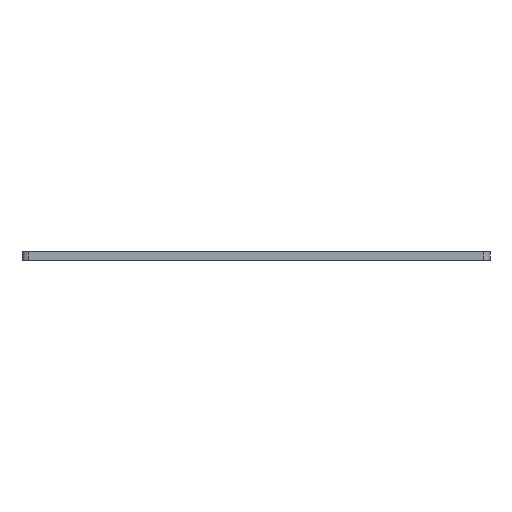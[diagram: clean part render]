
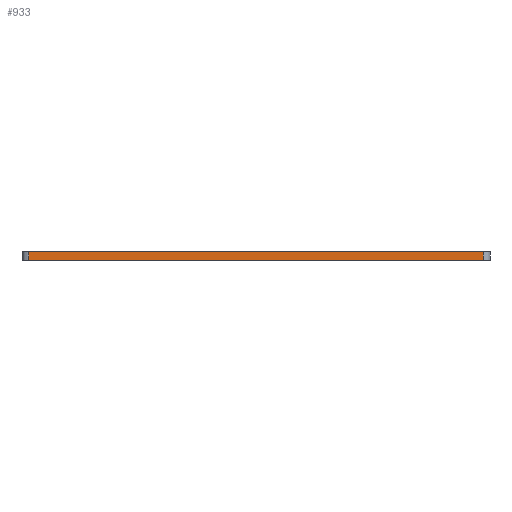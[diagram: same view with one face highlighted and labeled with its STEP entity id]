
A CAD part, front view. The second image highlights one B-rep face of the part: STEP entity #933.
In plain terms, the highlighted planar face has unit normal (0, -1, 0).
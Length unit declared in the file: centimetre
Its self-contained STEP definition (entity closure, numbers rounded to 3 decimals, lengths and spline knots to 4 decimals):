
#107=VECTOR('',#1174,1.);
#108=VECTOR('',#1220,1.);
#113=VECTOR('',#1299,1.);
#114=VECTOR('',#1301,1.);
#123=LINE('',#1437,#107);
#124=LINE('',#1484,#108);
#129=LINE('',#1544,#113);
#130=LINE('',#1546,#114);
#138=PLANE('',#1059);
#182=VERTEX_POINT('',#1424);
#188=VERTEX_POINT('',#1436);
#210=VERTEX_POINT('',#1482);
#212=VERTEX_POINT('',#1485);
#356=EDGE_CURVE('',#182,#188,#123,.T.);
#379=EDGE_CURVE('',#212,#210,#124,.T.);
#399=EDGE_CURVE('',#182,#210,#129,.T.);
#400=EDGE_CURVE('',#212,#188,#130,.T.);
#546=ORIENTED_EDGE('',*,*,#399,.F.);
#547=ORIENTED_EDGE('',*,*,#356,.T.);
#548=ORIENTED_EDGE('',*,*,#400,.F.);
#549=ORIENTED_EDGE('',*,*,#379,.T.);
#721=EDGE_LOOP('',(#546,#547,#548,#549));
#875=FACE_BOUND('',#721,.T.);
#933=ADVANCED_FACE('',(#875),#138,.T.);
#1059=AXIS2_PLACEMENT_3D('',#1545,#1300,$);
#1174=DIRECTION('',(1.,0.,0.));
#1220=DIRECTION('',(-1.,0.,0.));
#1299=DIRECTION('',(0.,0.,1.));
#1300=DIRECTION('',(0.,-1.,0.));
#1301=DIRECTION('',(0.,0.,-1.));
#1424=CARTESIAN_POINT('',(-16.5,-17.,-0.3175));
#1436=CARTESIAN_POINT('',(16.5,-17.,-0.3175));
#1437=CARTESIAN_POINT('',(-17.,-17.,-0.3175));
#1482=CARTESIAN_POINT('',(-16.5,-17.,0.3175));
#1484=CARTESIAN_POINT('',(-17.,-17.,0.3175));
#1485=CARTESIAN_POINT('',(16.5,-17.,0.3175));
#1544=CARTESIAN_POINT('',(-16.5,-17.,-0.3175));
#1545=CARTESIAN_POINT('',(0.,-17.,-0.3175));
#1546=CARTESIAN_POINT('',(16.5,-17.,-0.3175));
